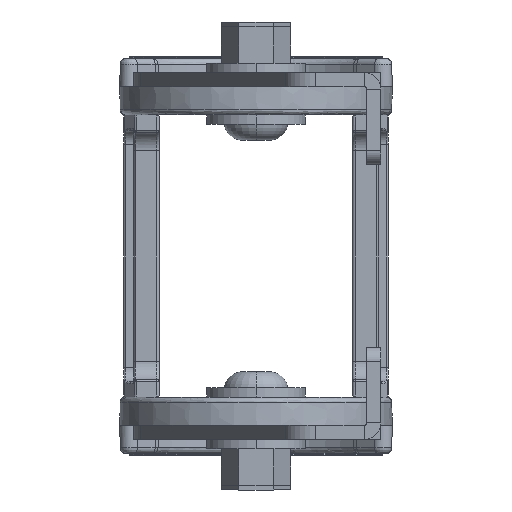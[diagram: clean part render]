
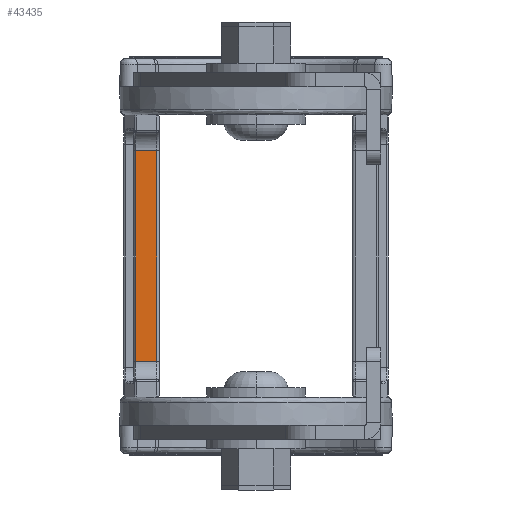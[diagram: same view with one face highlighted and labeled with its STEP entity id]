
A CAD part, left-side view. The second image highlights one B-rep face of the part: STEP entity #43435.
In plain terms, the highlighted planar face has unit normal (-1, 0, 0).
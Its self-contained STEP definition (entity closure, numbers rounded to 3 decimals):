
#300 = CARTESIAN_POINT ( 'NONE',  ( -79.8, 98.104, 42.547 ) ) ;
#503 = CARTESIAN_POINT ( 'NONE',  ( -79.8, 98.104, 87.367 ) ) ;
#3713 = DIRECTION ( 'NONE',  ( 0., 0., 1. ) ) ;
#5240 = VERTEX_POINT ( 'NONE', #41088 ) ;
#5593 = ORIENTED_EDGE ( 'NONE', *, *, #26864, .T. ) ;
#8361 = EDGE_LOOP ( 'NONE', ( #24564, #36852, #5593, #30953 ) ) ;
#10967 = LINE ( 'NONE', #300, #45703 ) ;
#11196 = CARTESIAN_POINT ( 'NONE',  ( -79.8, 98.104, -5.983 ) ) ;
#15227 = CARTESIAN_POINT ( 'NONE',  ( -79.8, 197.554, 87.367 ) ) ;
#15651 = CARTESIAN_POINT ( 'NONE',  ( -79.8, 193.066, 87.367 ) ) ;
#15695 = VERTEX_POINT ( 'NONE', #15227 ) ;
#18037 = CARTESIAN_POINT ( 'NONE',  ( -79.8, 193.066, 88.367 ) ) ;
#18138 = DIRECTION ( 'NONE',  ( 0., 1., 0. ) ) ;
#18446 = VECTOR ( 'NONE', #21446, 1000. ) ;
#19216 = LINE ( 'NONE', #503, #41590 ) ;
#19344 = EDGE_CURVE ( 'NONE', #31505, #15695, #19216, .T. ) ;
#19780 = FACE_OUTER_BOUND ( 'NONE', #8361, .T. ) ;
#21446 = DIRECTION ( 'NONE',  ( 0., 0., -1. ) ) ;
#23945 = EDGE_CURVE ( 'NONE', #15695, #43997, #42472, .T. ) ;
#24564 = ORIENTED_EDGE ( 'NONE', *, *, #23945, .T. ) ;
#25524 = DIRECTION ( 'NONE',  ( 0., 1., 0. ) ) ;
#26864 = EDGE_CURVE ( 'NONE', #5240, #31505, #41418, .T. ) ;
#28276 = AXIS2_PLACEMENT_3D ( 'NONE', #11196, #32790, #29534 ) ;
#28505 = CARTESIAN_POINT ( 'NONE',  ( -79.8, 197.554, -5.983 ) ) ;
#29534 = DIRECTION ( 'NONE',  ( 0., 0., 1. ) ) ;
#30953 = ORIENTED_EDGE ( 'NONE', *, *, #19344, .T. ) ;
#31505 = VERTEX_POINT ( 'NONE', #15651 ) ;
#32790 = DIRECTION ( 'NONE',  ( -1., 0., 0. ) ) ;
#33489 = EDGE_CURVE ( 'NONE', #5240, #43997, #10967, .T. ) ;
#36852 = ORIENTED_EDGE ( 'NONE', *, *, #33489, .F. ) ;
#37735 = CARTESIAN_POINT ( 'NONE',  ( -79.8, 197.554, 42.547 ) ) ;
#38652 = VECTOR ( 'NONE', #3713, 1000. ) ;
#39966 = PLANE ( 'NONE',  #28276 ) ;
#41088 = CARTESIAN_POINT ( 'NONE',  ( -79.8, 193.066, 42.547 ) ) ;
#41418 = LINE ( 'NONE', #18037, #38652 ) ;
#41590 = VECTOR ( 'NONE', #25524, 1000. ) ;
#42472 = LINE ( 'NONE', #28505, #18446 ) ;
#43435 = ADVANCED_FACE ( 'NONE', ( #19780 ), #39966, .T. ) ;
#43997 = VERTEX_POINT ( 'NONE', #37735 ) ;
#45703 = VECTOR ( 'NONE', #18138, 1000. ) ;
